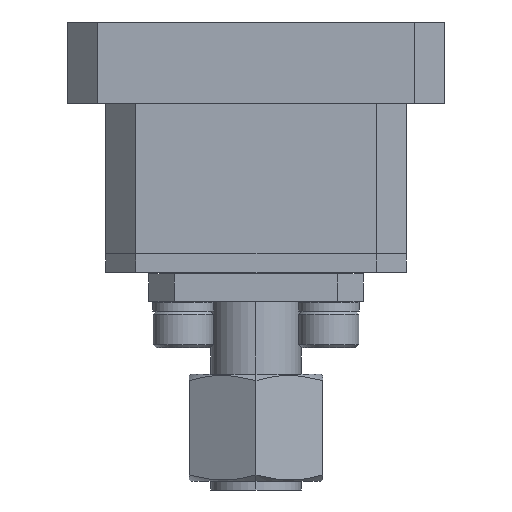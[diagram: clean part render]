
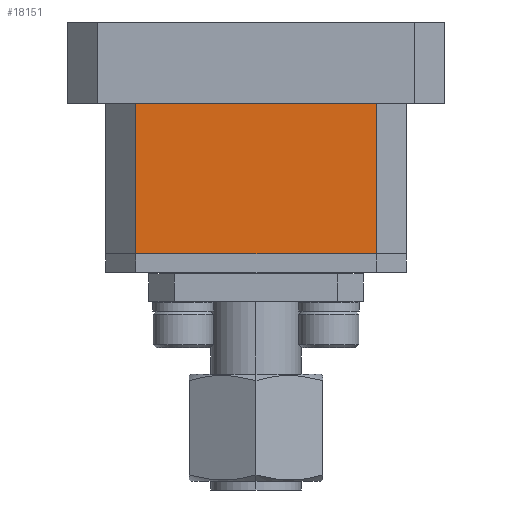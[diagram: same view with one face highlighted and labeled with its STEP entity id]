
A CAD part, front view. The second image highlights one B-rep face of the part: STEP entity #18151.
In plain terms, the highlighted planar face has unit normal (0, -1, 0).
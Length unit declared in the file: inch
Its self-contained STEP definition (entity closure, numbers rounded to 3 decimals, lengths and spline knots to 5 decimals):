
#533 = VERTEX_POINT ( 'NONE', #10050 ) ;
#562 = VECTOR ( 'NONE', #10717, 39.37008 ) ;
#854 = VERTEX_POINT ( 'NONE', #7612 ) ;
#1281 = DIRECTION ( 'NONE',  ( 0., 1., 0. ) ) ;
#2082 = LINE ( 'NONE', #7423, #562 ) ;
#2629 = VERTEX_POINT ( 'NONE', #4705 ) ;
#4402 = LINE ( 'NONE', #7944, #20770 ) ;
#4443 = DIRECTION ( 'NONE',  ( -1., 0., 0. ) ) ;
#4705 = CARTESIAN_POINT ( 'NONE',  ( -2.78241, 0.06301, 0.43147 ) ) ;
#4722 = CARTESIAN_POINT ( 'NONE',  ( -3.41241, 0.06301, 0.78147 ) ) ;
#6787 = EDGE_CURVE ( 'NONE', #533, #854, #4402, .T. ) ;
#7423 = CARTESIAN_POINT ( 'NONE',  ( -2.78241, 0.06301, 0.43147 ) ) ;
#7612 = CARTESIAN_POINT ( 'NONE',  ( -3.34241, 0.06301, 0.43147 ) ) ;
#7944 = CARTESIAN_POINT ( 'NONE',  ( -3.34241, 0.06301, 0.43147 ) ) ;
#8160 = AXIS2_PLACEMENT_3D ( 'NONE', #19271, #1281, #11123 ) ;
#10050 = CARTESIAN_POINT ( 'NONE',  ( -3.34241, 0.06301, 0.78147 ) ) ;
#10110 = ORIENTED_EDGE ( 'NONE', *, *, #10937, .T. ) ;
#10717 = DIRECTION ( 'NONE',  ( 0., 0., 1. ) ) ;
#10864 = VECTOR ( 'NONE', #12573, 39.37008 ) ;
#10915 = CARTESIAN_POINT ( 'NONE',  ( -3.41241, 0.06301, 0.43147 ) ) ;
#10937 = EDGE_CURVE ( 'NONE', #18020, #533, #15985, .T. ) ;
#11123 = DIRECTION ( 'NONE',  ( -1., 0., 0. ) ) ;
#11378 = LINE ( 'NONE', #10915, #10864 ) ;
#11538 = ORIENTED_EDGE ( 'NONE', *, *, #15750, .T. ) ;
#11682 = ORIENTED_EDGE ( 'NONE', *, *, #20393, .F. ) ;
#12573 = DIRECTION ( 'NONE',  ( -1., 0., 0. ) ) ;
#14192 = CARTESIAN_POINT ( 'NONE',  ( -2.78241, 0.06301, 0.78147 ) ) ;
#14281 = ORIENTED_EDGE ( 'NONE', *, *, #6787, .T. ) ;
#15531 = FACE_OUTER_BOUND ( 'NONE', #19110, .T. ) ;
#15711 = VECTOR ( 'NONE', #4443, 39.37008 ) ;
#15750 = EDGE_CURVE ( 'NONE', #2629, #18020, #2082, .T. ) ;
#15985 = LINE ( 'NONE', #4722, #15711 ) ;
#18020 = VERTEX_POINT ( 'NONE', #14192 ) ;
#18151 = ADVANCED_FACE ( 'NONE', ( #15531 ), #19342, .F. ) ;
#19110 = EDGE_LOOP ( 'NONE', ( #10110, #14281, #11682, #11538 ) ) ;
#19271 = CARTESIAN_POINT ( 'NONE',  ( -3.41241, 0.06301, 0.43147 ) ) ;
#19342 = PLANE ( 'NONE',  #8160 ) ;
#19425 = DIRECTION ( 'NONE',  ( 0., 0., -1. ) ) ;
#20393 = EDGE_CURVE ( 'NONE', #2629, #854, #11378, .T. ) ;
#20770 = VECTOR ( 'NONE', #19425, 39.37008 ) ;
